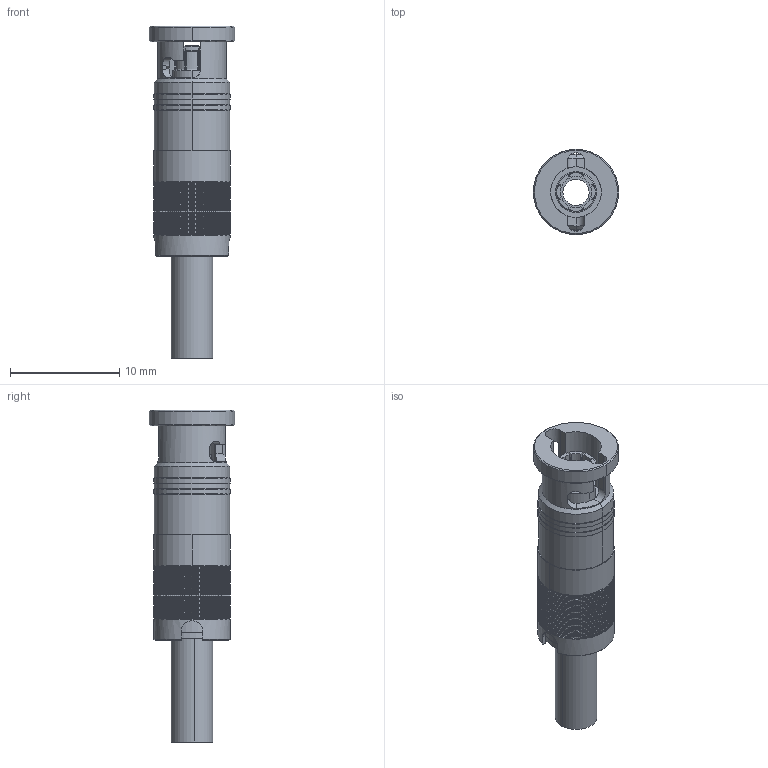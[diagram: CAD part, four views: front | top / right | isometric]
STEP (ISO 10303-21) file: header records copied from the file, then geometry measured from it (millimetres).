
FILE_DESCRIPTION (( 'STEP AP214' ), '1' );
FILE_NAME ('67-005-B3-AD.STEP', '2024-07-30T09:26:02', ( '' ), ( '' ), 'SwSTEP 2.0', 'SolidWorks 2023', '' );
FILE_SCHEMA (( 'AUTOMOTIVE_DESIGN' ));
Length unit declared in the file: millimetre
Products named in the file (1): 67-005-B3-AD
Bounding box: 7.82 x 7.82 x 30.45 mm (x, y, z)
Surface area: 1327.5 mm2 (no closed solid volume)
Topology: 0 solids, 7 shells, 6362 faces, 12996 edges, 6638 vertices
Faces by surface type: cone 2531, plane 2526, cylinder 1305
Entity records: 164244 total; most frequent: CARTESIAN_POINT 41221, ORIENTED_EDGE 25890, DIRECTION 24696, EDGE_CURVE 12996, AXIS2_PLACEMENT_3D 10381, VERTEX_POINT 6638, EDGE_LOOP 6374, FACE_OUTER_BOUND 6362
